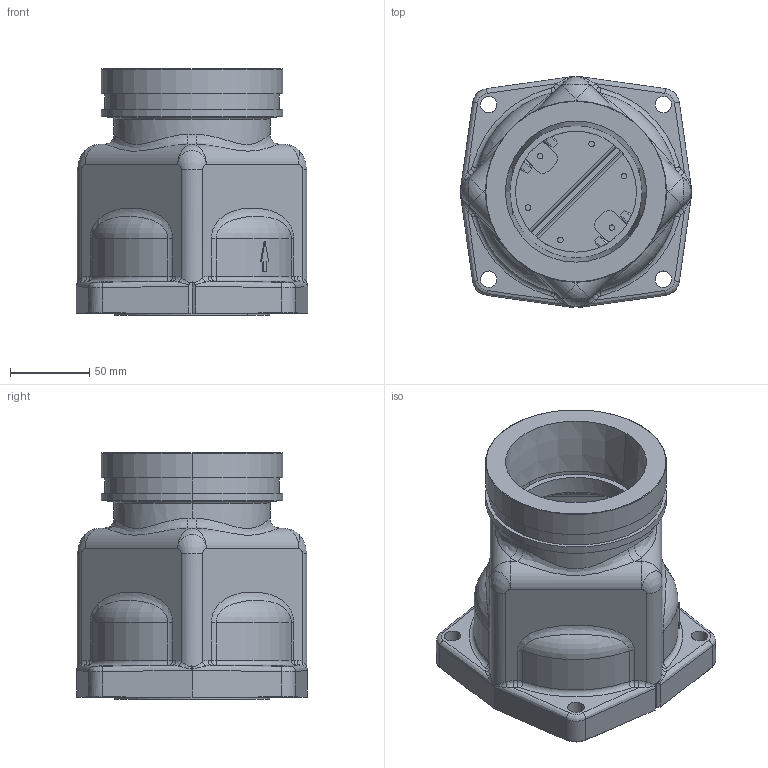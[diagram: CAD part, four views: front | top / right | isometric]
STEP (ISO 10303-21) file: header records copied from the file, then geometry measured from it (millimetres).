
FILE_DESCRIPTION((''),'2;1');
FILE_NAME('3_PV40SCV','2010-09-14T',('sobri'),(''),'PRO/ENGINEER BY PARAMETRIC TECHNOLOGY CORPORATION, 2008010','PRO/ENGINEER BY PARAMETRIC TECHNOLOGY CORPORATION, 2008010','');
FILE_SCHEMA(('CONFIG_CONTROL_DESIGN'));
Length unit declared in the file: inch
Products named in the file (1): 3_PV40SCV
Bounding box: 146.05 x 145.43 x 155.27 mm (x, y, z)
Volume: 824992.9 mm3; surface area: 204891 mm2
Topology: 1 solids, 2 shells, 705 faces, 1771 edges, 1084 vertices
Faces by surface type: cylinder 244, plane 211, bspline 114, torus 90, cone 26, sphere 20
Entity records: 30827 total; most frequent: CARTESIAN_POINT 14517, ORIENTED_EDGE 3518, DIRECTION 3323, EDGE_CURVE 1759, AXIS2_PLACEMENT_3D 1360, VERTEX_POINT 1084, EDGE_LOOP 769, CIRCLE 769
